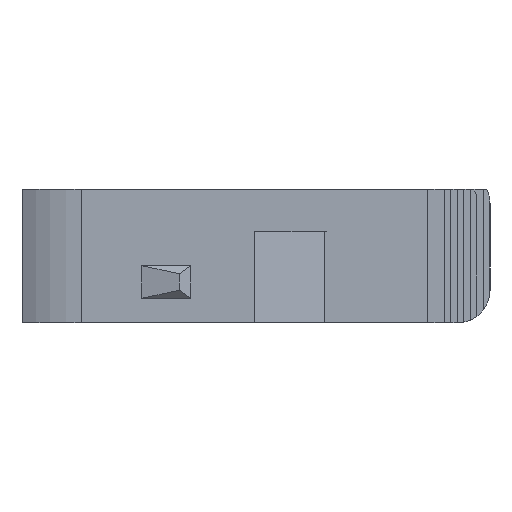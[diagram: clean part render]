
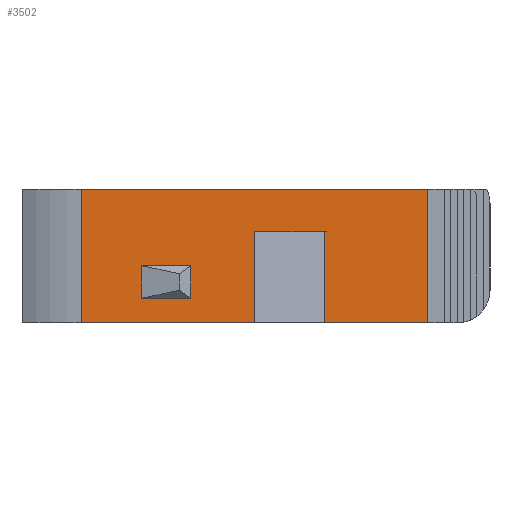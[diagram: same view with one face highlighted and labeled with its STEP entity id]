
A CAD part, left-side view. The second image highlights one B-rep face of the part: STEP entity #3502.
In plain terms, the highlighted planar face has unit normal (-1, 0, 0).
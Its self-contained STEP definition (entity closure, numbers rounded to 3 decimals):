
#50=FACE_BOUND('',#554,.T.);
#357=FACE_OUTER_BOUND('',#553,.T.);
#553=EDGE_LOOP('',(#3162,#3163,#3164,#3165,#3166,#3167,#3168,#3169));
#554=EDGE_LOOP('',(#3170,#3171,#3172,#3173));
#557=LINE('',#4760,#952);
#599=LINE('',#4846,#994);
#600=LINE('',#4849,#995);
#930=LINE('',#5890,#1325);
#932=LINE('',#5898,#1327);
#933=LINE('',#5902,#1328);
#935=LINE('',#5905,#1330);
#936=LINE('',#5909,#1331);
#939=LINE('',#5914,#1334);
#941=LINE('',#5918,#1336);
#943=LINE('',#5921,#1338);
#949=LINE('',#5933,#1344);
#952=VECTOR('',#3804,10.);
#994=VECTOR('',#3862,1.);
#995=VECTOR('',#3865,10.);
#1325=VECTOR('',#4693,1.);
#1327=VECTOR('',#4703,1.);
#1328=VECTOR('',#4708,10.);
#1330=VECTOR('',#4712,1.);
#1331=VECTOR('',#4715,1.);
#1334=VECTOR('',#4720,1.);
#1336=VECTOR('',#4724,1.);
#1338=VECTOR('',#4728,1.);
#1344=VECTOR('',#4746,10.);
#1347=VERTEX_POINT('',#4757);
#1348=VERTEX_POINT('',#4759);
#1384=VERTEX_POINT('',#4844);
#1385=VERTEX_POINT('',#4848);
#1665=VERTEX_POINT('',#5887);
#1666=VERTEX_POINT('',#5889);
#1668=VERTEX_POINT('',#5896);
#1669=VERTEX_POINT('',#5901);
#1670=VERTEX_POINT('',#5907);
#1671=VERTEX_POINT('',#5908);
#1672=VERTEX_POINT('',#5913);
#1673=VERTEX_POINT('',#5917);
#1676=EDGE_CURVE('',#1348,#1347,#557,.T.);
#1720=EDGE_CURVE('',#1384,#1347,#599,.T.);
#1721=EDGE_CURVE('',#1348,#1385,#600,.T.);
#2150=EDGE_CURVE('',#1665,#1666,#930,.T.);
#2155=EDGE_CURVE('',#1666,#1668,#932,.T.);
#2157=EDGE_CURVE('',#1669,#1668,#933,.T.);
#2159=EDGE_CURVE('',#1384,#1669,#935,.T.);
#2160=EDGE_CURVE('',#1670,#1671,#936,.T.);
#2163=EDGE_CURVE('',#1672,#1670,#939,.T.);
#2165=EDGE_CURVE('',#1673,#1672,#941,.T.);
#2167=EDGE_CURVE('',#1671,#1673,#943,.T.);
#2173=EDGE_CURVE('',#1665,#1385,#949,.T.);
#3162=ORIENTED_EDGE('',*,*,#2173,.T.);
#3163=ORIENTED_EDGE('',*,*,#1721,.F.);
#3164=ORIENTED_EDGE('',*,*,#1676,.T.);
#3165=ORIENTED_EDGE('',*,*,#1720,.F.);
#3166=ORIENTED_EDGE('',*,*,#2159,.T.);
#3167=ORIENTED_EDGE('',*,*,#2157,.T.);
#3168=ORIENTED_EDGE('',*,*,#2155,.F.);
#3169=ORIENTED_EDGE('',*,*,#2150,.F.);
#3170=ORIENTED_EDGE('',*,*,#2167,.T.);
#3171=ORIENTED_EDGE('',*,*,#2165,.T.);
#3172=ORIENTED_EDGE('',*,*,#2163,.T.);
#3173=ORIENTED_EDGE('',*,*,#2160,.T.);
#3319=PLANE('',#3794);
#3502=ADVANCED_FACE('',(#357,#50),#3319,.T.);
#3794=AXIS2_PLACEMENT_3D('',#5934,#4747,#4748);
#3804=DIRECTION('',(0.,0.,-1.));
#3862=DIRECTION('',(0.,1.,0.));
#3865=DIRECTION('',(0.,1.,0.));
#4693=DIRECTION('',(0.,1.,0.));
#4703=DIRECTION('',(0.,0.,1.));
#4708=DIRECTION('',(0.,1.,0.));
#4712=DIRECTION('',(0.,0.,1.));
#4715=DIRECTION('',(0.,1.,0.));
#4720=DIRECTION('',(0.,0.,-1.));
#4724=DIRECTION('',(0.,-1.,0.));
#4728=DIRECTION('',(0.,0.,1.));
#4746=DIRECTION('',(0.,0.,1.));
#4747=DIRECTION('center_axis',(-1.,0.,0.));
#4748=DIRECTION('ref_axis',(0.,1.,0.));
#4757=CARTESIAN_POINT('',(-61.75,-22.862,0.));
#4759=CARTESIAN_POINT('',(-61.75,-22.862,27.885));
#4760=CARTESIAN_POINT('',(-61.75,-22.862,0.));
#4844=CARTESIAN_POINT('',(-61.75,-54.5,0.));
#4846=CARTESIAN_POINT('',(-61.75,-54.5,0.));
#4848=CARTESIAN_POINT('',(-61.75,-1.5,27.885));
#4849=CARTESIAN_POINT('',(-61.75,-18.869,27.885));
#5887=CARTESIAN_POINT('',(-61.75,-1.5,0.));
#5889=CARTESIAN_POINT('',(-61.75,51.5,0.));
#5890=CARTESIAN_POINT('',(-61.75,-54.5,0.));
#5896=CARTESIAN_POINT('',(-61.75,51.5,40.9));
#5898=CARTESIAN_POINT('',(-61.75,51.5,0.));
#5901=CARTESIAN_POINT('',(-61.75,-54.5,40.9));
#5902=CARTESIAN_POINT('',(-61.75,-28.221,40.9));
#5905=CARTESIAN_POINT('',(-61.75,-54.5,0.));
#5907=CARTESIAN_POINT('',(-61.75,18.,7.5));
#5908=CARTESIAN_POINT('',(-61.75,33.,7.5));
#5909=CARTESIAN_POINT('',(-61.75,18.,7.5));
#5913=CARTESIAN_POINT('',(-61.75,18.,17.5));
#5914=CARTESIAN_POINT('',(-61.75,18.,17.5));
#5917=CARTESIAN_POINT('',(-61.75,33.,17.5));
#5918=CARTESIAN_POINT('',(-61.75,33.,17.5));
#5921=CARTESIAN_POINT('',(-61.75,33.,7.5));
#5933=CARTESIAN_POINT('',(-61.75,-1.5,9.942));
#5934=CARTESIAN_POINT('Origin',(-61.75,-54.5,0.));
